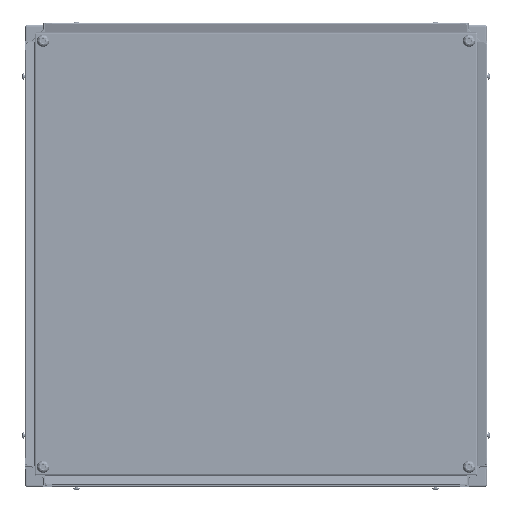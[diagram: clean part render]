
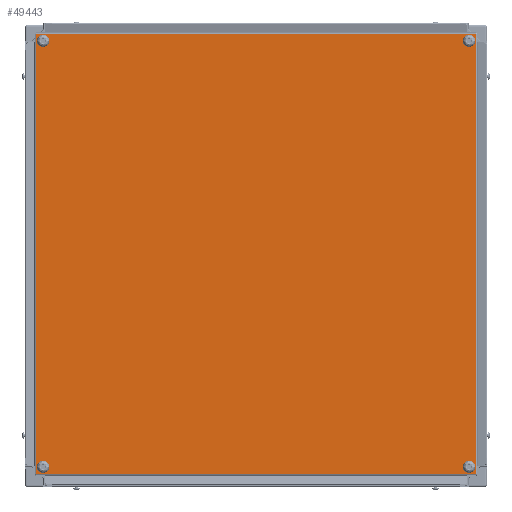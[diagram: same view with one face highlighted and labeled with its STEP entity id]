
A CAD part, top view. The second image highlights one B-rep face of the part: STEP entity #49443.
In plain terms, the highlighted face is planar.
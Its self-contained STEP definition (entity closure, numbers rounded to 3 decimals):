
#48597=CARTESIAN_POINT('Vertex',(-378.,-378.,0.)) ;
#48842=CARTESIAN_POINT('Line Origine',(-378.,0.,0.)) ;
#48846=CARTESIAN_POINT('Vertex',(-378.,378.,0.)) ;
#48870=CARTESIAN_POINT('Vertex',(378.,-378.,0.)) ;
#48873=CARTESIAN_POINT('Line Origine',(0.,-378.,0.)) ;
#49348=CARTESIAN_POINT('Axis2P3D Location',(0.,0.,0.)) ;
#49353=CARTESIAN_POINT('Line Origine',(378.,0.,0.)) ;
#49357=CARTESIAN_POINT('Vertex',(378.,378.,0.)) ;
#49360=CARTESIAN_POINT('Line Origine',(0.,378.,0.)) ;
#49371=CARTESIAN_POINT('Axis2P3D Location',(-366.,-366.,0.)) ;
#49375=CARTESIAN_POINT('Vertex',(-366.,-359.,0.)) ;
#49377=CARTESIAN_POINT('Vertex',(-366.,-373.,0.)) ;
#49380=CARTESIAN_POINT('Axis2P3D Location',(-366.,-366.,0.)) ;
#49389=CARTESIAN_POINT('Axis2P3D Location',(366.,-366.,0.)) ;
#49393=CARTESIAN_POINT('Vertex',(366.,-373.,0.)) ;
#49395=CARTESIAN_POINT('Vertex',(366.,-359.,0.)) ;
#49398=CARTESIAN_POINT('Axis2P3D Location',(366.,-366.,0.)) ;
#49407=CARTESIAN_POINT('Axis2P3D Location',(366.,366.,0.)) ;
#49411=CARTESIAN_POINT('Vertex',(366.,359.,0.)) ;
#49413=CARTESIAN_POINT('Vertex',(366.,373.,0.)) ;
#49416=CARTESIAN_POINT('Axis2P3D Location',(366.,366.,0.)) ;
#49425=CARTESIAN_POINT('Axis2P3D Location',(-366.,366.,0.)) ;
#49429=CARTESIAN_POINT('Vertex',(-366.,373.,0.)) ;
#49431=CARTESIAN_POINT('Vertex',(-366.,359.,0.)) ;
#49434=CARTESIAN_POINT('Axis2P3D Location',(-366.,366.,0.)) ;
#48843=DIRECTION('Vector Direction',(0.,-1.,0.)) ;
#48874=DIRECTION('Vector Direction',(1.,0.,0.)) ;
#49349=DIRECTION('Axis2P3D Direction',(0.,0.,-1.)) ;
#49350=DIRECTION('Axis2P3D XDirection',(1.,0.,0.)) ;
#49354=DIRECTION('Vector Direction',(0.,1.,0.)) ;
#49361=DIRECTION('Vector Direction',(-1.,0.,0.)) ;
#49372=DIRECTION('Axis2P3D Direction',(0.,0.,-1.)) ;
#49381=DIRECTION('Axis2P3D Direction',(0.,0.,-1.)) ;
#49390=DIRECTION('Axis2P3D Direction',(0.,0.,-1.)) ;
#49399=DIRECTION('Axis2P3D Direction',(0.,0.,-1.)) ;
#49408=DIRECTION('Axis2P3D Direction',(0.,0.,-1.)) ;
#49417=DIRECTION('Axis2P3D Direction',(0.,0.,-1.)) ;
#49426=DIRECTION('Axis2P3D Direction',(0.,0.,-1.)) ;
#49435=DIRECTION('Axis2P3D Direction',(0.,0.,-1.)) ;
#49351=AXIS2_PLACEMENT_3D('Plane Axis2P3D',#49348,#49349,#49350) ;
#49373=AXIS2_PLACEMENT_3D('Circle Axis2P3D',#49371,#49372,$) ;
#49382=AXIS2_PLACEMENT_3D('Circle Axis2P3D',#49380,#49381,$) ;
#49391=AXIS2_PLACEMENT_3D('Circle Axis2P3D',#49389,#49390,$) ;
#49400=AXIS2_PLACEMENT_3D('Circle Axis2P3D',#49398,#49399,$) ;
#49409=AXIS2_PLACEMENT_3D('Circle Axis2P3D',#49407,#49408,$) ;
#49418=AXIS2_PLACEMENT_3D('Circle Axis2P3D',#49416,#49417,$) ;
#49427=AXIS2_PLACEMENT_3D('Circle Axis2P3D',#49425,#49426,$) ;
#49436=AXIS2_PLACEMENT_3D('Circle Axis2P3D',#49434,#49435,$) ;
#49366=ORIENTED_EDGE('',*,*,#49359,.T.) ;
#49367=ORIENTED_EDGE('',*,*,#48877,.T.) ;
#49368=ORIENTED_EDGE('',*,*,#48848,.T.) ;
#49369=ORIENTED_EDGE('',*,*,#49364,.T.) ;
#49386=ORIENTED_EDGE('',*,*,#49379,.F.) ;
#49387=ORIENTED_EDGE('',*,*,#49384,.F.) ;
#49404=ORIENTED_EDGE('',*,*,#49397,.F.) ;
#49405=ORIENTED_EDGE('',*,*,#49402,.F.) ;
#49422=ORIENTED_EDGE('',*,*,#49415,.F.) ;
#49423=ORIENTED_EDGE('',*,*,#49420,.F.) ;
#49440=ORIENTED_EDGE('',*,*,#49433,.F.) ;
#49441=ORIENTED_EDGE('',*,*,#49438,.F.) ;
#49388=FACE_BOUND('',#49385,.T.) ;
#49406=FACE_BOUND('',#49403,.T.) ;
#49424=FACE_BOUND('',#49421,.T.) ;
#49442=FACE_BOUND('',#49439,.T.) ;
#48844=VECTOR('Line Direction',#48843,1.) ;
#48875=VECTOR('Line Direction',#48874,1.) ;
#49355=VECTOR('Line Direction',#49354,1.) ;
#49362=VECTOR('Line Direction',#49361,1.) ;
#49443=ADVANCED_FACE('Tetto_estetico',(#49370,#49388,#49406,#49424,#49442),#49352,.T.) ;
#49374=CIRCLE('generated circle',#49373,7.) ;
#49383=CIRCLE('generated circle',#49382,7.) ;
#49392=CIRCLE('generated circle',#49391,7.) ;
#49401=CIRCLE('generated circle',#49400,7.) ;
#49410=CIRCLE('generated circle',#49409,7.) ;
#49419=CIRCLE('generated circle',#49418,7.) ;
#49428=CIRCLE('generated circle',#49427,7.) ;
#49437=CIRCLE('generated circle',#49436,7.) ;
#48848=EDGE_CURVE('',#48598,#48847,#48845,.F.) ;
#48877=EDGE_CURVE('',#48871,#48598,#48876,.F.) ;
#49359=EDGE_CURVE('',#49358,#48871,#49356,.F.) ;
#49364=EDGE_CURVE('',#48847,#49358,#49363,.F.) ;
#49379=EDGE_CURVE('',#49376,#49378,#49374,.T.) ;
#49384=EDGE_CURVE('',#49378,#49376,#49383,.T.) ;
#49397=EDGE_CURVE('',#49394,#49396,#49392,.T.) ;
#49402=EDGE_CURVE('',#49396,#49394,#49401,.T.) ;
#49415=EDGE_CURVE('',#49412,#49414,#49410,.T.) ;
#49420=EDGE_CURVE('',#49414,#49412,#49419,.T.) ;
#49433=EDGE_CURVE('',#49430,#49432,#49428,.T.) ;
#49438=EDGE_CURVE('',#49432,#49430,#49437,.T.) ;
#49365=EDGE_LOOP('',(#49366,#49367,#49368,#49369)) ;
#49385=EDGE_LOOP('',(#49386,#49387)) ;
#49403=EDGE_LOOP('',(#49404,#49405)) ;
#49421=EDGE_LOOP('',(#49422,#49423)) ;
#49439=EDGE_LOOP('',(#49440,#49441)) ;
#49370=FACE_OUTER_BOUND('',#49365,.T.) ;
#48845=LINE('Line',#48842,#48844) ;
#48876=LINE('Line',#48873,#48875) ;
#49356=LINE('Line',#49353,#49355) ;
#49363=LINE('Line',#49360,#49362) ;
#49352=PLANE('',#49351) ;
#48598=VERTEX_POINT('',#48597) ;
#48847=VERTEX_POINT('',#48846) ;
#48871=VERTEX_POINT('',#48870) ;
#49358=VERTEX_POINT('',#49357) ;
#49376=VERTEX_POINT('',#49375) ;
#49378=VERTEX_POINT('',#49377) ;
#49394=VERTEX_POINT('',#49393) ;
#49396=VERTEX_POINT('',#49395) ;
#49412=VERTEX_POINT('',#49411) ;
#49414=VERTEX_POINT('',#49413) ;
#49430=VERTEX_POINT('',#49429) ;
#49432=VERTEX_POINT('',#49431) ;
